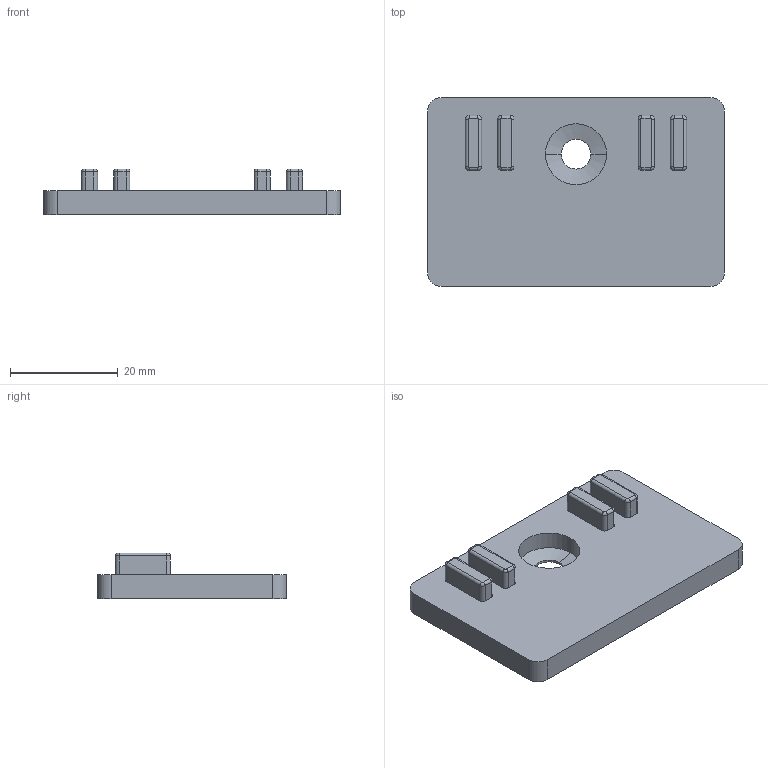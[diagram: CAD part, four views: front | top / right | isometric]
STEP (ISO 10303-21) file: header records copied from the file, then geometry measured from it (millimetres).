
FILE_DESCRIPTION (( 'STEP AP214' ), '1' );
FILE_NAME ('A19_27-... .STEP', '2022-12-06T13:12:27', ( '' ), ( '' ), 'SwSTEP 2.0', 'SolidWorks 2019', '' );
FILE_SCHEMA (( 'AUTOMOTIVE_DESIGN' ));
Length unit declared in the file: millimetre
Products named in the file (1): A19_27-... 
Bounding box: 55 x 35 x 8.5 mm (x, y, z)
Volume: 8727.5 mm3; surface area: 5108.6 mm2
Topology: 1 solids, 1 shells, 139 faces, 354 edges, 224 vertices
Faces by surface type: plane 63, cylinder 40, bspline 18, torus 16, cone 2
Entity records: 5126 total; most frequent: CARTESIAN_POINT 1776, ORIENTED_EDGE 708, DIRECTION 658, EDGE_CURVE 354, VERTEX_POINT 224, LINE 222, VECTOR 222, AXIS2_PLACEMENT_3D 218
